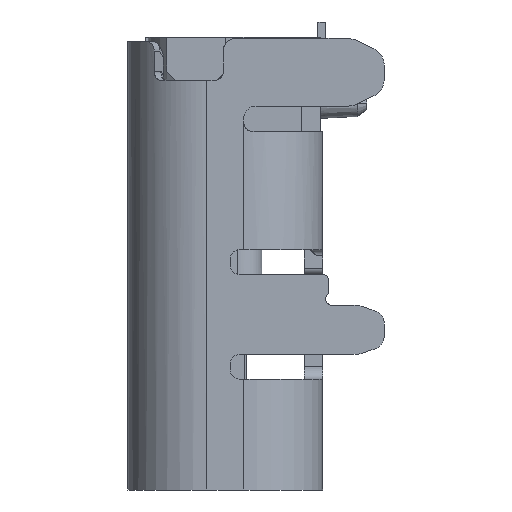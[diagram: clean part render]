
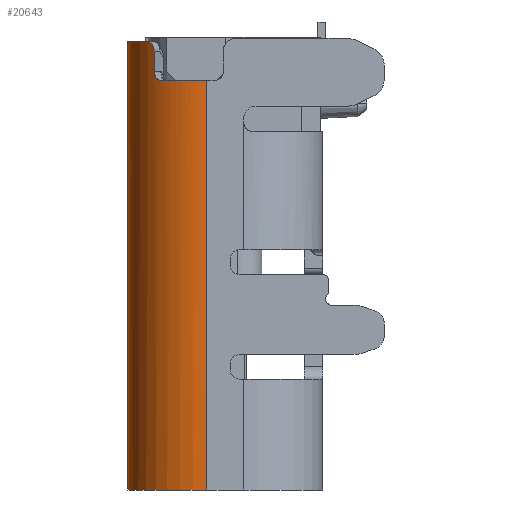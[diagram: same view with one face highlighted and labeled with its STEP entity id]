
A CAD part, left-side view. The second image highlights one B-rep face of the part: STEP entity #20643.
In plain terms, the highlighted cylindrical face has radius 1.28 mm (diameter 2.56 mm), a partial arc.
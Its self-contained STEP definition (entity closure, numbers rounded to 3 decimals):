
#5121=CARTESIAN_POINT('',(-4.237,1.031,
-4.258));
#5122=CARTESIAN_POINT('',(-4.228,1.044,
-4.258));
#5123=CARTESIAN_POINT('',(-4.209,1.069,
-4.253));
#5124=CARTESIAN_POINT('',(-4.182,1.104,
-4.231));
#5125=CARTESIAN_POINT('',(-4.161,1.13,
-4.197));
#5126=CARTESIAN_POINT('',(-4.146,1.147,
-4.154));
#5127=CARTESIAN_POINT('',(-4.143,1.15,
-4.123));
#5128=CARTESIAN_POINT('',(-4.143,1.15,
-4.108));
#5150=DIRECTION('',(0.,0.,-1.));
#5151=VECTOR('',#5150,6.65);
#5152=CARTESIAN_POINT('',(-4.47,0.295,
-4.258));
#5153=LINE('',#5152,#5151);
#5154=DIRECTION('',(0.,0.,1.));
#5155=VECTOR('',#5154,7.275);
#5156=CARTESIAN_POINT('',(-3.19,1.575,
-10.908));
#5157=LINE('',#5156,#5155);
#5158=DIRECTION('',(0.,0.,-1.));
#5159=VECTOR('',#5158,0.325);
#5160=CARTESIAN_POINT('',(-4.143,1.15,
-3.783));
#5161=LINE('',#5160,#5159);
#5189=CARTESIAN_POINT('',(-3.19,0.295,-4.258));
#5190=DIRECTION('',(0.,0.,-1.));
#5191=DIRECTION('',(-0.98,0.197,0.));
#5192=AXIS2_PLACEMENT_3D('',#5189,#5190,#5191);
#5234=CARTESIAN_POINT('',(-3.19,0.295,-4.258));
#5235=DIRECTION('',(0.,0.,-1.));
#5236=DIRECTION('',(-1.,0.,0.));
#5237=AXIS2_PLACEMENT_3D('',#5234,#5235,#5236);
#5239=CARTESIAN_POINT('',(-3.19,0.295,-4.258));
#5240=DIRECTION('',(0.,0.,-1.));
#5241=DIRECTION('',(-0.921,0.391,0.));
#5242=AXIS2_PLACEMENT_3D('',#5239,#5240,#5241);
#5596=CARTESIAN_POINT('',(-3.19,0.295,-10.908));
#5597=DIRECTION('',(0.,0.,1.));
#5598=DIRECTION('',(0.,1.,0.));
#5599=AXIS2_PLACEMENT_3D('',#5596,#5597,#5598);
#6420=CARTESIAN_POINT('',(-3.19,0.295,-3.633));
#6421=DIRECTION('',(0.,0.,-1.));
#6422=DIRECTION('',(-0.657,0.754,0.));
#6423=AXIS2_PLACEMENT_3D('',#6420,#6421,#6422);
#6462=CARTESIAN_POINT('',(-4.143,1.15,
-3.783));
#6463=CARTESIAN_POINT('',(-4.143,1.15,
-3.77));
#6464=CARTESIAN_POINT('',(-4.14,1.153,
-3.744));
#6465=CARTESIAN_POINT('',(-4.13,1.164,
-3.706));
#6466=CARTESIAN_POINT('',(-4.113,1.182,
-3.676));
#6467=CARTESIAN_POINT('',(-4.09,1.206,
-3.651));
#6468=CARTESIAN_POINT('',(-4.063,1.231,
-3.637));
#6469=CARTESIAN_POINT('',(-4.042,1.25,
-3.633));
#6470=CARTESIAN_POINT('',(-4.031,1.26,
-3.633));
#10739=CARTESIAN_POINT('',(-4.47,0.295,
-10.908));
#10740=VERTEX_POINT('',#10739);
#10741=CARTESIAN_POINT('',(-4.47,0.295,
-4.258));
#10742=VERTEX_POINT('',#10741);
#10765=CARTESIAN_POINT('',(-4.237,1.031,
-4.258));
#10767=VERTEX_POINT('',#10765);
#10781=CARTESIAN_POINT('',(-4.143,1.15,
-4.108));
#10782=VERTEX_POINT('',#10781);
#10783=CARTESIAN_POINT('',(-4.143,1.15,
-3.783));
#10784=VERTEX_POINT('',#10783);
#10787=CARTESIAN_POINT('',(-3.19,1.575,
-10.908));
#10788=CARTESIAN_POINT('',(-3.19,1.575,
-3.633));
#10789=VERTEX_POINT('',#10787);
#10790=VERTEX_POINT('',#10788);
#10791=CARTESIAN_POINT('',(-4.031,1.26,
-3.633));
#10792=VERTEX_POINT('',#10791);
#12339=CARTESIAN_POINT('',(-4.445,0.547,
-4.258));
#12340=CARTESIAN_POINT('',(-4.368,0.795,
-4.258));
#12341=VERTEX_POINT('',#12339);
#12342=VERTEX_POINT('',#12340);
#20619=CARTESIAN_POINT('',(-3.19,0.295,-7.269));
#20620=DIRECTION('',(0.,0.,-1.));
#20621=DIRECTION('',(-0.999,-0.051,0.));
#20622=AXIS2_PLACEMENT_3D('',#20619,#20620,#20621);
#20623=CYLINDRICAL_SURFACE('',#20622,1.28);
#20625=ORIENTED_EDGE('',*,*,#20624,.F.);
#20627=ORIENTED_EDGE('',*,*,#20626,.F.);
#20628=ORIENTED_EDGE('',*,*,#19916,.T.);
#20630=ORIENTED_EDGE('',*,*,#20629,.F.);
#20632=ORIENTED_EDGE('',*,*,#20631,.T.);
#20634=ORIENTED_EDGE('',*,*,#20633,.F.);
#20636=ORIENTED_EDGE('',*,*,#20635,.F.);
#20637=ORIENTED_EDGE('',*,*,#20579,.T.);
#20638=ORIENTED_EDGE('',*,*,#20601,.F.);
#20640=ORIENTED_EDGE('',*,*,#20639,.F.);
#20641=EDGE_LOOP('',(#20625,#20627,#20628,#20630,#20632,#20634,#20636,#20637,
#20638,#20640));
#20642=FACE_OUTER_BOUND('',#20641,.F.);
#5129=B_SPLINE_CURVE_WITH_KNOTS('',3,(#5121,#5122,#5123,#5124,#5125,#5126,#5127,
#5128),.UNSPECIFIED.,.F.,.F.,(4,1,1,1,1,4),(0.,0.2,0.4,0.6,0.8,1.),
.UNSPECIFIED.);
#5193=CIRCLE('',#5192,1.28);
#5238=CIRCLE('',#5237,1.28);
#5243=CIRCLE('',#5242,1.28);
#5600=CIRCLE('',#5599,1.28);
#6424=CIRCLE('',#6423,1.28);
#6471=B_SPLINE_CURVE_WITH_KNOTS('',3,(#6462,#6463,#6464,#6465,#6466,#6467,#6468,
#6469,#6470),.UNSPECIFIED.,.F.,.F.,(4,1,1,1,1,1,4),(0.,0.167,
0.333,0.5,0.667,0.833,1.),
.UNSPECIFIED.);
#19916=EDGE_CURVE('',#10742,#10740,#5153,.T.);
#20579=EDGE_CURVE('',#10784,#10782,#5161,.T.);
#20601=EDGE_CURVE('',#10767,#10782,#5129,.T.);
#20624=EDGE_CURVE('',#12341,#12342,#5193,.T.);
#20626=EDGE_CURVE('',#10742,#12341,#5238,.T.);
#20629=EDGE_CURVE('',#10789,#10740,#5600,.T.);
#20631=EDGE_CURVE('',#10789,#10790,#5157,.T.);
#20633=EDGE_CURVE('',#10792,#10790,#6424,.T.);
#20635=EDGE_CURVE('',#10784,#10792,#6471,.T.);
#20639=EDGE_CURVE('',#12342,#10767,#5243,.T.);
#20643=ADVANCED_FACE('',(#20642),#20623,.T.);
